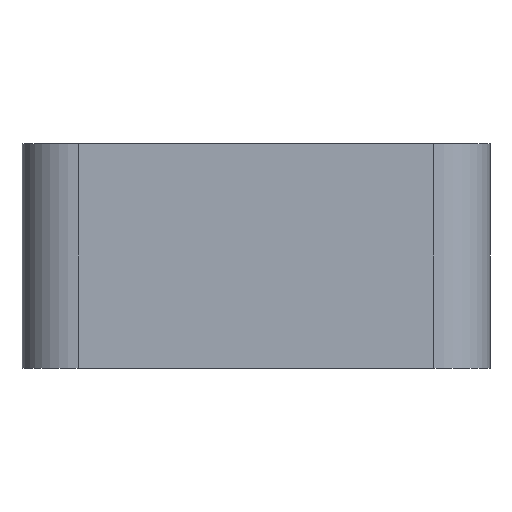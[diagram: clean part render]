
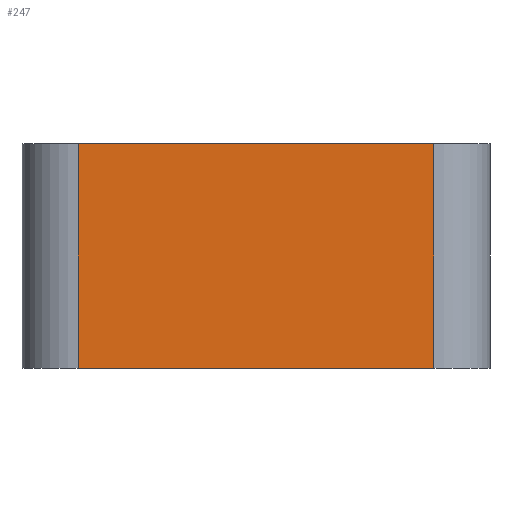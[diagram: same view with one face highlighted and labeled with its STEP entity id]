
A CAD part, front view. The second image highlights one B-rep face of the part: STEP entity #247.
In plain terms, the highlighted planar face has unit normal (0, -1, 0).
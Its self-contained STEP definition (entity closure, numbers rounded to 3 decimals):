
#60 = AXIS2_PLACEMENT_3D ( 'NONE', #848, #846, #802 ) ;
#84 = VECTOR ( 'NONE', #775, 1000. ) ;
#102 = VECTOR ( 'NONE', #951, 1000. ) ;
#106 = VECTOR ( 'NONE', #947, 1000. ) ;
#146 = VECTOR ( 'NONE', #155, 1000. ) ;
#155 = DIRECTION ( 'NONE',  ( 1., 0., 0. ) ) ;
#176 = CARTESIAN_POINT ( 'NONE',  ( -12.5, -17.5, 12. ) ) ;
#183 = EDGE_CURVE ( 'NONE', #544, #541, #475, .T. ) ;
#207 = EDGE_CURVE ( 'NONE', #535, #541, #640, .T. ) ;
#210 = EDGE_CURVE ( 'NONE', #544, #537, #637, .T. ) ;
#223 = EDGE_CURVE ( 'NONE', #537, #535, #629, .T. ) ;
#247 = ADVANCED_FACE ( 'NONE', ( #602 ), #847, .F. ) ;
#390 = ORIENTED_EDGE ( 'NONE', *, *, #223, .T. ) ;
#391 = ORIENTED_EDGE ( 'NONE', *, *, #183, .F. ) ;
#392 = ORIENTED_EDGE ( 'NONE', *, *, #210, .T. ) ;
#393 = ORIENTED_EDGE ( 'NONE', *, *, #207, .T. ) ;
#475 = LINE ( 'NONE', #176, #146 ) ;
#483 = EDGE_LOOP ( 'NONE', ( #391, #392, #390, #393 ) ) ;
#535 = VERTEX_POINT ( 'NONE', #675 ) ;
#537 = VERTEX_POINT ( 'NONE', #673 ) ;
#541 = VERTEX_POINT ( 'NONE', #669 ) ;
#544 = VERTEX_POINT ( 'NONE', #667 ) ;
#602 = FACE_OUTER_BOUND ( 'NONE', #483, .T. ) ;
#629 = LINE ( 'NONE', #776, #84 ) ;
#637 = LINE ( 'NONE', #952, #102 ) ;
#640 = LINE ( 'NONE', #946, #106 ) ;
#667 = CARTESIAN_POINT ( 'NONE',  ( -9.5, -17.5, 12. ) ) ;
#669 = CARTESIAN_POINT ( 'NONE',  ( 9.5, -17.5, 12. ) ) ;
#673 = CARTESIAN_POINT ( 'NONE',  ( -9.5, -17.5, 0. ) ) ;
#675 = CARTESIAN_POINT ( 'NONE',  ( 9.5, -17.5, 0. ) ) ;
#775 = DIRECTION ( 'NONE',  ( 1., 0., 0. ) ) ;
#776 = CARTESIAN_POINT ( 'NONE',  ( -12.5, -17.5, 0. ) ) ;
#802 = DIRECTION ( 'NONE',  ( -1., 0., 0. ) ) ;
#846 = DIRECTION ( 'NONE',  ( 0., 1., 0. ) ) ;
#847 = PLANE ( 'NONE',  #60 ) ;
#848 = CARTESIAN_POINT ( 'NONE',  ( -12.5, -17.5, 12. ) ) ;
#946 = CARTESIAN_POINT ( 'NONE',  ( 9.5, -17.5, 12. ) ) ;
#947 = DIRECTION ( 'NONE',  ( 0., 0., 1. ) ) ;
#951 = DIRECTION ( 'NONE',  ( 0., 0., -1. ) ) ;
#952 = CARTESIAN_POINT ( 'NONE',  ( -9.5, -17.5, 12. ) ) ;
